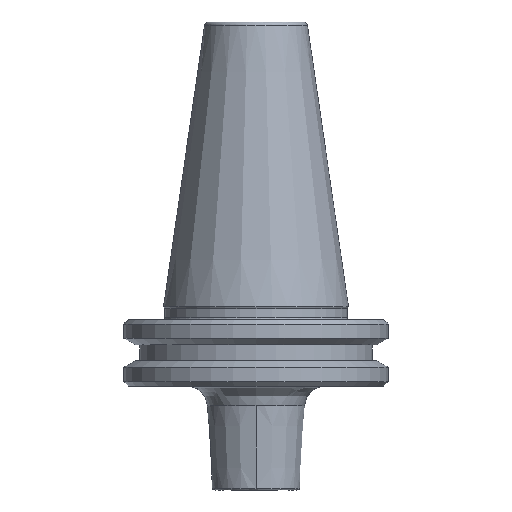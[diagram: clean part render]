
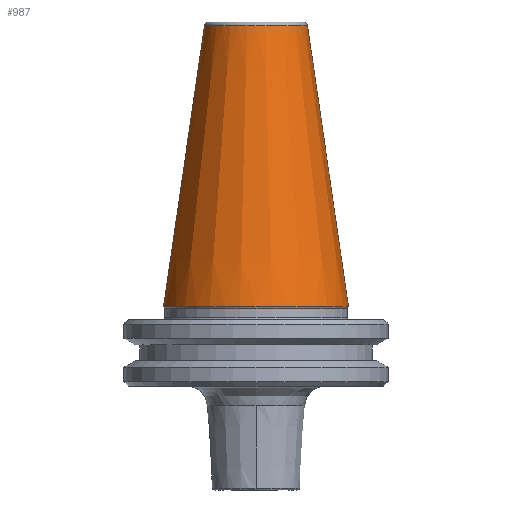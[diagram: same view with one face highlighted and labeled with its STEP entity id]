
A CAD part, front view. The second image highlights one B-rep face of the part: STEP entity #987.
In plain terms, the highlighted conical face has half-angle 8.297 degrees and reference radius 22.225 mm.
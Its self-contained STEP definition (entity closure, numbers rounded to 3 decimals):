
#30 = EDGE_CURVE ( 'NONE', #1013, #96, #119, .T. ) ;
#73 = AXIS2_PLACEMENT_3D ( 'NONE', #425, #368, #396 ) ;
#96 = VERTEX_POINT ( 'NONE', #136 ) ;
#112 = VERTEX_POINT ( 'NONE', #157 ) ;
#119 = CIRCLE ( 'NONE', #1146, 12.375 ) ;
#136 = CARTESIAN_POINT ( 'NONE',  ( -12.375, 0., 67.544 ) ) ;
#151 = DIRECTION ( 'NONE',  ( -1., 0., 0. ) ) ;
#157 = CARTESIAN_POINT ( 'NONE',  ( -22.225, 0., 0. ) ) ;
#311 = VECTOR ( 'NONE', #631, 1000. ) ;
#319 = CARTESIAN_POINT ( 'NONE',  ( 12.375, 0., 67.544 ) ) ;
#368 = DIRECTION ( 'NONE',  ( 0., 0., -1. ) ) ;
#396 = DIRECTION ( 'NONE',  ( -1., 0., 0. ) ) ;
#398 = DIRECTION ( 'NONE',  ( -1., 0., 0. ) ) ;
#419 = DIRECTION ( 'NONE',  ( 0., 0., 1. ) ) ;
#425 = CARTESIAN_POINT ( 'NONE',  ( 0., 0., 0. ) ) ;
#438 = CARTESIAN_POINT ( 'NONE',  ( 0., 0., 0. ) ) ;
#456 = CARTESIAN_POINT ( 'NONE',  ( 0., 0., 67.544 ) ) ;
#534 = EDGE_CURVE ( 'NONE', #1013, #1304, #776, .T. ) ;
#631 = DIRECTION ( 'NONE',  ( -0.144, 0., -0.99 ) ) ;
#640 = CARTESIAN_POINT ( 'NONE',  ( -22.225, 0., 0. ) ) ;
#658 = DIRECTION ( 'NONE',  ( 0., 0., -1. ) ) ;
#725 = CIRCLE ( 'NONE', #827, 22.225 ) ;
#765 = ORIENTED_EDGE ( 'NONE', *, *, #864, .T. ) ;
#776 = LINE ( 'NONE', #1265, #1048 ) ;
#827 = AXIS2_PLACEMENT_3D ( 'NONE', #438, #419, #398 ) ;
#864 = EDGE_CURVE ( 'NONE', #96, #112, #1002, .T. ) ;
#926 = CONICAL_SURFACE ( 'NONE', #73, 22.225, 0.145 ) ;
#959 = CARTESIAN_POINT ( 'NONE',  ( 22.225, 0., 0. ) ) ;
#987 = ADVANCED_FACE ( 'NONE', ( #1001 ), #926, .T. ) ;
#1001 = FACE_OUTER_BOUND ( 'NONE', #1226, .T. ) ;
#1002 = LINE ( 'NONE', #640, #311 ) ;
#1013 = VERTEX_POINT ( 'NONE', #319 ) ;
#1044 = ORIENTED_EDGE ( 'NONE', *, *, #30, .T. ) ;
#1048 = VECTOR ( 'NONE', #1383, 1000. ) ;
#1146 = AXIS2_PLACEMENT_3D ( 'NONE', #456, #658, #151 ) ;
#1226 = EDGE_LOOP ( 'NONE', ( #1421, #1044, #765, #1326 ) ) ;
#1265 = CARTESIAN_POINT ( 'NONE',  ( 22.225, 0., 0. ) ) ;
#1304 = VERTEX_POINT ( 'NONE', #959 ) ;
#1326 = ORIENTED_EDGE ( 'NONE', *, *, #1448, .T. ) ;
#1383 = DIRECTION ( 'NONE',  ( 0.144, 0., -0.99 ) ) ;
#1421 = ORIENTED_EDGE ( 'NONE', *, *, #534, .F. ) ;
#1448 = EDGE_CURVE ( 'NONE', #112, #1304, #725, .T. ) ;
